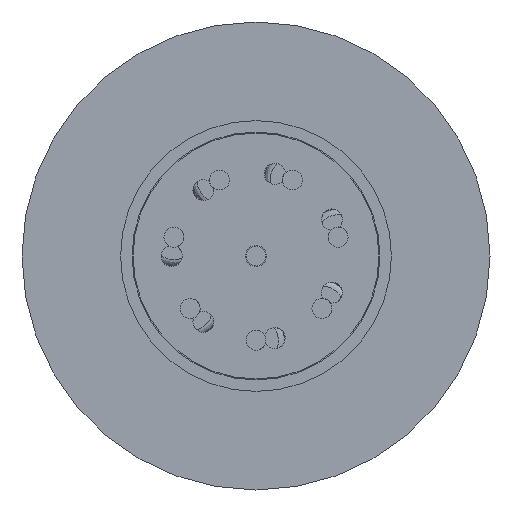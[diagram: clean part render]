
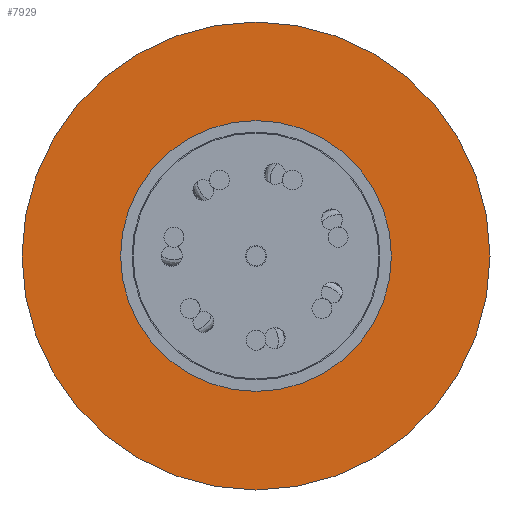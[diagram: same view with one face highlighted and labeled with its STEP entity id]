
A CAD part, front view. The second image highlights one B-rep face of the part: STEP entity #7929.
In plain terms, the highlighted planar face has unit normal (0, -1, 0).
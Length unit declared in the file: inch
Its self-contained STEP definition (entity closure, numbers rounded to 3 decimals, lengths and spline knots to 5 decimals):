
#292 = CARTESIAN_POINT ( 'NONE',  ( 0., -0.5, 0. ) ) ;
#293 = DIRECTION ( 'NONE',  ( 0., -1., 0. ) ) ;
#294 = DIRECTION ( 'NONE',  ( 0., 0., 1. ) ) ;
#326 = CARTESIAN_POINT ( 'NONE',  ( 0., -0.5, 0. ) ) ;
#327 = DIRECTION ( 'NONE',  ( 0., -1., 0. ) ) ;
#328 = DIRECTION ( 'NONE',  ( 0., 0., 1. ) ) ;
#338 = CARTESIAN_POINT ( 'NONE',  ( 0., -0.5, 0. ) ) ;
#339 = DIRECTION ( 'NONE',  ( 0., -1., 0. ) ) ;
#340 = DIRECTION ( 'NONE',  ( 0., 0., 1. ) ) ;
#783 = CARTESIAN_POINT ( 'NONE',  ( 0., -0.5, -0.3415 ) ) ;
#902 = VERTEX_POINT ( 'NONE', #3811 ) ;
#915 = VERTEX_POINT ( 'NONE', #3798 ) ;
#936 = VERTEX_POINT ( 'NONE', #3777 ) ;
#1167 = VERTEX_POINT ( 'NONE', #783 ) ;
#1364 = ORIENTED_EDGE ( 'NONE', *, *, #2898, .T. ) ;
#1365 = ORIENTED_EDGE ( 'NONE', *, *, #2893, .T. ) ;
#1366 = ORIENTED_EDGE ( 'NONE', *, *, #2879, .F. ) ;
#1367 = ORIENTED_EDGE ( 'NONE', *, *, #2816, .F. ) ;
#2816 = EDGE_CURVE ( 'NONE', #902, #1167, #7768, .T. ) ;
#2879 = EDGE_CURVE ( 'NONE', #1167, #902, #7679, .T. ) ;
#2893 = EDGE_CURVE ( 'NONE', #936, #915, #7656, .T. ) ;
#2898 = EDGE_CURVE ( 'NONE', #915, #936, #7649, .T. ) ;
#3450 = FACE_OUTER_BOUND ( 'NONE', #5203, .T. ) ;
#3458 = FACE_BOUND ( 'NONE', #5207, .T. ) ;
#3777 = CARTESIAN_POINT ( 'NONE',  ( 0., -0.5, 0.59 ) ) ;
#3798 = CARTESIAN_POINT ( 'NONE',  ( 0., -0.5, -0.59 ) ) ;
#3811 = CARTESIAN_POINT ( 'NONE',  ( 0., -0.5, 0.3415 ) ) ;
#4749 = CARTESIAN_POINT ( 'NONE',  ( -0.59, -0.5, 0. ) ) ;
#4752 = PLANE ( 'NONE',  #8079 ) ;
#4754 = DIRECTION ( 'NONE',  ( 0., 1., 0. ) ) ;
#4755 = DIRECTION ( 'NONE',  ( 0., 0., -1. ) ) ;
#4881 = AXIS2_PLACEMENT_3D ( 'NONE', #7255, #7256, #7257 ) ;
#5203 = EDGE_LOOP ( 'NONE', ( #1365, #1364 ) ) ;
#5207 = EDGE_LOOP ( 'NONE', ( #1367, #1366 ) ) ;
#7255 = CARTESIAN_POINT ( 'NONE',  ( 0., -0.5, 0. ) ) ;
#7256 = DIRECTION ( 'NONE',  ( 0., -1., 0. ) ) ;
#7257 = DIRECTION ( 'NONE',  ( 0., 0., 1. ) ) ;
#7649 = CIRCLE ( 'NONE', #8291, 0.59 ) ;
#7656 = CIRCLE ( 'NONE', #8280, 0.59 ) ;
#7679 = CIRCLE ( 'NONE', #8296, 0.3415 ) ;
#7768 = CIRCLE ( 'NONE', #4881, 0.3415 ) ;
#7929 = ADVANCED_FACE ( 'NONE', ( #3458, #3450 ), #4752, .F. ) ;
#8079 = AXIS2_PLACEMENT_3D ( 'NONE', #4749, #4754, #4755 ) ;
#8280 = AXIS2_PLACEMENT_3D ( 'NONE', #326, #327, #328 ) ;
#8291 = AXIS2_PLACEMENT_3D ( 'NONE', #338, #339, #340 ) ;
#8296 = AXIS2_PLACEMENT_3D ( 'NONE', #292, #293, #294 ) ;
